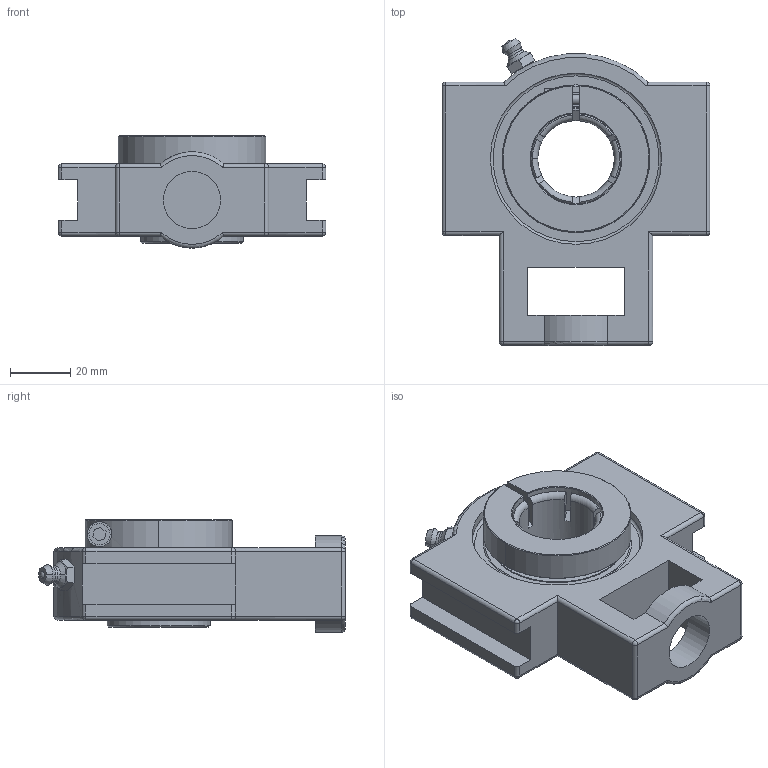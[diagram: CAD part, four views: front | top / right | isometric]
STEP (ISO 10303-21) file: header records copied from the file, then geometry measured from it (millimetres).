
FILE_DESCRIPTION(('HOOPS Exchange Step'),'2;1');
FILE_NAME('export-36F1030C-A0D9-4799-ABF5-B35008816B41.stp','2019-12-18T08:37:20-08:00',('ibuslach'),('Alibre'),'HOOPS Exchange 2019.2','Alibre','Unknown authorisation');
FILE_SCHEMA( ('AP242_MANAGED_MODEL_BASED_3D_ENGINEERING_MIM_LF {1 0 10303 442 1 1 4 }') );
Length unit declared in the file: centimetre
Products named in the file (8): MRN ST 205; UCP ZERK 6mm; SUE 205 LOCK RING; SUE 205 SHIELD; SUE 204 BOLT; SUE 205-16 RACES; MRN SUE 205-16; MRN SUET 205-16
Assembly tree (8 placements, depth 3):
  MRN SUET 205-16
    MRN ST 205
    UCP ZERK 6mm
    MRN SUE 205-16
      SUE 205 LOCK RING
      SUE 205 SHIELD  x2
      SUE 204 BOLT
      SUE 205-16 RACES
Bounding box: 89 x 101.98 x 37.3 mm (x, y, z)
Volume: 114154.5 mm3; surface area: 46237.9 mm2
Topology: 8 solids, 8 shells, 265 faces, 711 edges, 446 vertices
Faces by surface type: cylinder 88, plane 82, cone 39, torus 31, sphere 21, bspline 4
Full cylindrical faces by diameter (mm): 1.482 x2, 3.242 x2, 4 x1, 6 x2, 7 x1, 19 x1, 25.4 x1, 34.225 x4, 34.733 x2, 44 x4, 56.878 x2
Entity records: 12714 total; most frequent: CARTESIAN_POINT 6107, DIRECTION 1397, ORIENTED_EDGE 1346, EDGE_CURVE 673, AXIS2_PLACEMENT_3D 565, VERTEX_POINT 432, CIRCLE 283, EDGE_LOOP 283
